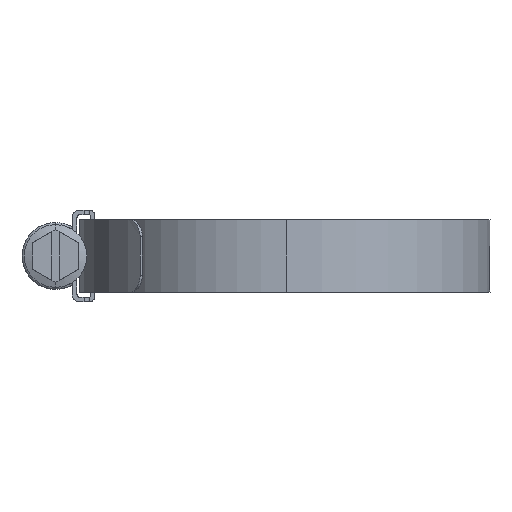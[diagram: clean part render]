
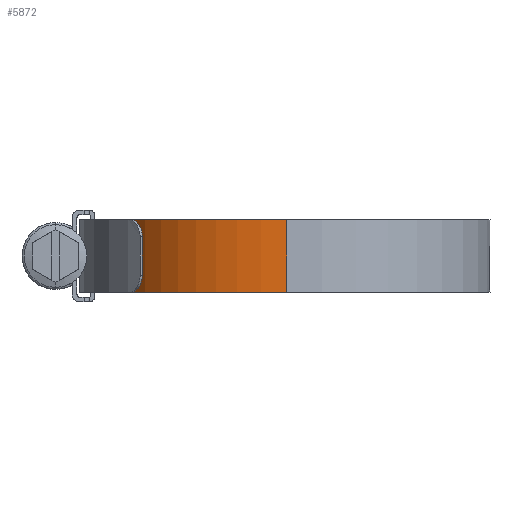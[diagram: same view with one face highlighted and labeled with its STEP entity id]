
A CAD part, left-side view. The second image highlights one B-rep face of the part: STEP entity #5872.
In plain terms, the highlighted free-form (B-spline) face has degree [3, 1] with [16, 2] control points.
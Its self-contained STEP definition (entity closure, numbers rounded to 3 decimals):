
#228 = CARTESIAN_POINT ( 'NONE',  ( -4.952, 34.547, -6.35 ) ) ;
#361 = CARTESIAN_POINT ( 'NONE',  ( -35.53, 4.568, -6.35 ) ) ;
#520 = CARTESIAN_POINT ( 'NONE',  ( -30.415, 19.529, -6.35 ) ) ;
#540 = B_SPLINE_SURFACE_WITH_KNOTS ( 'NONE', 3, 1, ( 
 ( #1403, #3443 ),
 ( #4100, #7388 ),
 ( #4055, #6700 ),
 ( #6743, #835 ),
 ( #5326, #7849 ),
 ( #3210, #563 ),
 ( #611, #1257 ),
 ( #7805, #2553 ),
 ( #5800, #7893 ),
 ( #7981, #7152 ),
 ( #651, #3906 ),
 ( #7280, #520 ),
 ( #3163, #7192 ),
 ( #3858, #4466 ),
 ( #5197, #3295 ),
 ( #6503, #7107 ) ),
 .UNSPECIFIED., .F., .F., .F.,
 ( 4, 2, 1, 1, 2, 2, 2, 2, 4 ),
 ( 2, 2 ),
 ( 0., 0.016, 0.031, 0.062, 0.125, 0.25, 0.5, 0.75, 1. ),
 ( 0., 1. ),
 .UNSPECIFIED. ) ;
#563 = CARTESIAN_POINT ( 'NONE',  ( -9.247, 33.438, -6.35 ) ) ;
#611 = CARTESIAN_POINT ( 'NONE',  ( -10.971, 32.883, 6.35 ) ) ;
#651 = CARTESIAN_POINT ( 'NONE',  ( -25.295, 25.305, 6.35 ) ) ;
#668 = CARTESIAN_POINT ( 'NONE',  ( -35.53, 0., 6.35 ) ) ;
#835 = CARTESIAN_POINT ( 'NONE',  ( -6.206, 34.249, -6.35 ) ) ;
#886 = CARTESIAN_POINT ( 'NONE',  ( -32.338, 16.207, -6.35 ) ) ;
#926 = EDGE_CURVE ( 'NONE', #5349, #6041, #3273, .T. ) ;
#1014 = CARTESIAN_POINT ( 'NONE',  ( -9.247, 33.438, -6.35 ) ) ;
#1162 = CARTESIAN_POINT ( 'NONE',  ( -35.53, 0., 6.35 ) ) ;
#1247 = CARTESIAN_POINT ( 'NONE',  ( -25.295, 25.305, 6.35 ) ) ;
#1257 = CARTESIAN_POINT ( 'NONE',  ( -10.971, 32.883, -6.35 ) ) ;
#1303 = LINE ( 'NONE', #7847, #1822 ) ;
#1403 = CARTESIAN_POINT ( 'NONE',  ( -4.952, 34.547, 6.35 ) ) ;
#1535 = CARTESIAN_POINT ( 'NONE',  ( -30.415, 19.529, -6.35 ) ) ;
#1582 = CARTESIAN_POINT ( 'NONE',  ( -35.53, 0., -6.35 ) ) ;
#1658 = CARTESIAN_POINT ( 'NONE',  ( -5.266, 34.475, -6.35 ) ) ;
#1730 = VERTEX_POINT ( 'NONE', #7439 ) ;
#1822 = VECTOR ( 'NONE', #8361, 1000. ) ;
#1857 = CARTESIAN_POINT ( 'NONE',  ( -22.099, 27.759, 6.35 ) ) ;
#1990 = CARTESIAN_POINT ( 'NONE',  ( -35.53, 0., -6.35 ) ) ;
#2529 = DIRECTION ( 'NONE',  ( 0., 0., -1. ) ) ;
#2553 = CARTESIAN_POINT ( 'NONE',  ( -14.303, 31.691, -6.35 ) ) ;
#2760 = EDGE_CURVE ( 'NONE', #1730, #7979, #1303, .T. ) ;
#2793 = VECTOR ( 'NONE', #2529, 1000. ) ;
#2850 = ORIENTED_EDGE ( 'NONE', *, *, #3353, .F. ) ;
#2870 = CARTESIAN_POINT ( 'NONE',  ( -4.952, 34.547, -6.35 ) ) ;
#3163 = CARTESIAN_POINT ( 'NONE',  ( -32.338, 16.207, 6.35 ) ) ;
#3210 = CARTESIAN_POINT ( 'NONE',  ( -9.247, 33.438, 6.35 ) ) ;
#3273 = LINE ( 'NONE', #668, #2793 ) ;
#3295 = CARTESIAN_POINT ( 'NONE',  ( -35.53, 4.568, -6.35 ) ) ;
#3353 = EDGE_CURVE ( 'NONE', #1730, #5349, #5740, .T. ) ;
#3443 = CARTESIAN_POINT ( 'NONE',  ( -4.952, 34.547, -6.35 ) ) ;
#3613 = CARTESIAN_POINT ( 'NONE',  ( -16.369, 30.789, -6.35 ) ) ;
#3664 = CARTESIAN_POINT ( 'NONE',  ( -25.295, 25.305, -6.35 ) ) ;
#3705 = CARTESIAN_POINT ( 'NONE',  ( -14.303, 31.691, -6.35 ) ) ;
#3858 = CARTESIAN_POINT ( 'NONE',  ( -34.895, 8.726, 6.35 ) ) ;
#3906 = CARTESIAN_POINT ( 'NONE',  ( -25.295, 25.305, -6.35 ) ) ;
#3942 = CARTESIAN_POINT ( 'NONE',  ( -10.971, 32.883, 6.35 ) ) ;
#4055 = CARTESIAN_POINT ( 'NONE',  ( -5.582, 34.401, 6.35 ) ) ;
#4100 = CARTESIAN_POINT ( 'NONE',  ( -5.266, 34.475, 6.35 ) ) ;
#4453 = CARTESIAN_POINT ( 'NONE',  ( -5.582, 34.401, 6.35 ) ) ;
#4466 = CARTESIAN_POINT ( 'NONE',  ( -34.895, 8.726, -6.35 ) ) ;
#4501 = CARTESIAN_POINT ( 'NONE',  ( -34.895, 8.726, 6.35 ) ) ;
#4587 = CARTESIAN_POINT ( 'NONE',  ( -7.133, 34.016, 6.35 ) ) ;
#4693 = ORIENTED_EDGE ( 'NONE', *, *, #6708, .T. ) ;
#5188 = CARTESIAN_POINT ( 'NONE',  ( -6.206, 34.249, 6.35 ) ) ;
#5197 = CARTESIAN_POINT ( 'NONE',  ( -35.53, 4.568, 6.35 ) ) ;
#5257 = EDGE_LOOP ( 'NONE', ( #4693, #7048, #2850, #5375 ) ) ;
#5326 = CARTESIAN_POINT ( 'NONE',  ( -7.133, 34.016, 6.35 ) ) ;
#5349 = VERTEX_POINT ( 'NONE', #5879 ) ;
#5375 = ORIENTED_EDGE ( 'NONE', *, *, #2760, .T. ) ;
#5508 = CARTESIAN_POINT ( 'NONE',  ( -5.582, 34.401, -6.35 ) ) ;
#5740 = B_SPLINE_CURVE_WITH_KNOTS ( 'NONE', 3,
 ( #5750, #7794, #4453, #5188, #4587, #7183, #3942, #8530, #5924, #1857, #1247, #6491, #6536, #4501, #7095, #1162 ),
 .UNSPECIFIED., .F., .F.,
 ( 4, 2, 1, 1, 2, 2, 2, 2, 4 ),
 ( 0., 0.016, 0.031, 0.062, 0.125, 0.25, 0.5, 0.75, 1. ),
 .UNSPECIFIED. ) ;
#5750 = CARTESIAN_POINT ( 'NONE',  ( -4.952, 34.547, 6.35 ) ) ;
#5800 = CARTESIAN_POINT ( 'NONE',  ( -16.369, 30.789, 6.35 ) ) ;
#5872 = ADVANCED_FACE ( 'NONE', ( #7341 ), #540, .F. ) ;
#5879 = CARTESIAN_POINT ( 'NONE',  ( -35.53, 0., 6.35 ) ) ;
#5924 = CARTESIAN_POINT ( 'NONE',  ( -16.369, 30.789, 6.35 ) ) ;
#6041 = VERTEX_POINT ( 'NONE', #1990 ) ;
#6252 = CARTESIAN_POINT ( 'NONE',  ( -34.895, 8.726, -6.35 ) ) ;
#6491 = CARTESIAN_POINT ( 'NONE',  ( -30.415, 19.529, 6.35 ) ) ;
#6503 = CARTESIAN_POINT ( 'NONE',  ( -35.53, 0., 6.35 ) ) ;
#6533 = B_SPLINE_CURVE_WITH_KNOTS ( 'NONE', 3,
 ( #2870, #1658, #5508, #6948, #6824, #1014, #7518, #3705, #3613, #7472, #3664, #1535, #886, #6252, #361, #1582 ),
 .UNSPECIFIED., .F., .F.,
 ( 4, 2, 1, 1, 2, 2, 2, 2, 4 ),
 ( 0., 0.016, 0.031, 0.062, 0.125, 0.25, 0.5, 0.75, 1. ),
 .UNSPECIFIED. ) ;
#6536 = CARTESIAN_POINT ( 'NONE',  ( -32.338, 16.207, 6.35 ) ) ;
#6700 = CARTESIAN_POINT ( 'NONE',  ( -5.582, 34.401, -6.35 ) ) ;
#6708 = EDGE_CURVE ( 'NONE', #7979, #6041, #6533, .T. ) ;
#6743 = CARTESIAN_POINT ( 'NONE',  ( -6.206, 34.249, 6.35 ) ) ;
#6824 = CARTESIAN_POINT ( 'NONE',  ( -7.133, 34.016, -6.35 ) ) ;
#6948 = CARTESIAN_POINT ( 'NONE',  ( -6.206, 34.249, -6.35 ) ) ;
#7048 = ORIENTED_EDGE ( 'NONE', *, *, #926, .F. ) ;
#7095 = CARTESIAN_POINT ( 'NONE',  ( -35.53, 4.568, 6.35 ) ) ;
#7107 = CARTESIAN_POINT ( 'NONE',  ( -35.53, 0., -6.35 ) ) ;
#7152 = CARTESIAN_POINT ( 'NONE',  ( -22.099, 27.759, -6.35 ) ) ;
#7183 = CARTESIAN_POINT ( 'NONE',  ( -9.247, 33.438, 6.35 ) ) ;
#7192 = CARTESIAN_POINT ( 'NONE',  ( -32.338, 16.207, -6.35 ) ) ;
#7280 = CARTESIAN_POINT ( 'NONE',  ( -30.415, 19.529, 6.35 ) ) ;
#7341 = FACE_OUTER_BOUND ( 'NONE', #5257, .T. ) ;
#7388 = CARTESIAN_POINT ( 'NONE',  ( -5.266, 34.475, -6.35 ) ) ;
#7439 = CARTESIAN_POINT ( 'NONE',  ( -4.952, 34.547, 6.35 ) ) ;
#7472 = CARTESIAN_POINT ( 'NONE',  ( -22.099, 27.759, -6.35 ) ) ;
#7518 = CARTESIAN_POINT ( 'NONE',  ( -10.971, 32.883, -6.35 ) ) ;
#7794 = CARTESIAN_POINT ( 'NONE',  ( -5.266, 34.475, 6.35 ) ) ;
#7805 = CARTESIAN_POINT ( 'NONE',  ( -14.303, 31.691, 6.35 ) ) ;
#7847 = CARTESIAN_POINT ( 'NONE',  ( -4.952, 34.547, 6.35 ) ) ;
#7849 = CARTESIAN_POINT ( 'NONE',  ( -7.133, 34.016, -6.35 ) ) ;
#7893 = CARTESIAN_POINT ( 'NONE',  ( -16.369, 30.789, -6.35 ) ) ;
#7979 = VERTEX_POINT ( 'NONE', #228 ) ;
#7981 = CARTESIAN_POINT ( 'NONE',  ( -22.099, 27.759, 6.35 ) ) ;
#8361 = DIRECTION ( 'NONE',  ( 0., 0., -1. ) ) ;
#8530 = CARTESIAN_POINT ( 'NONE',  ( -14.303, 31.691, 6.35 ) ) ;
